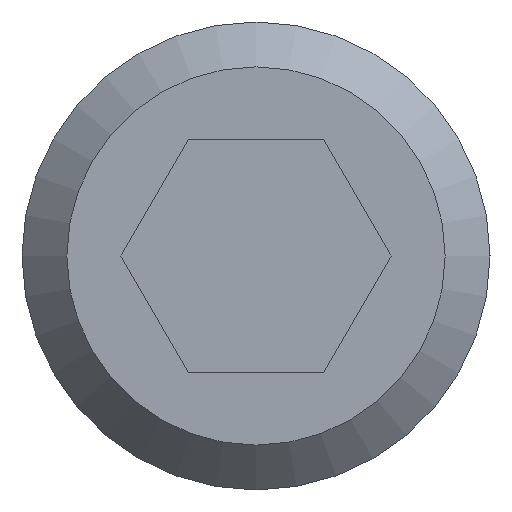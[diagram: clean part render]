
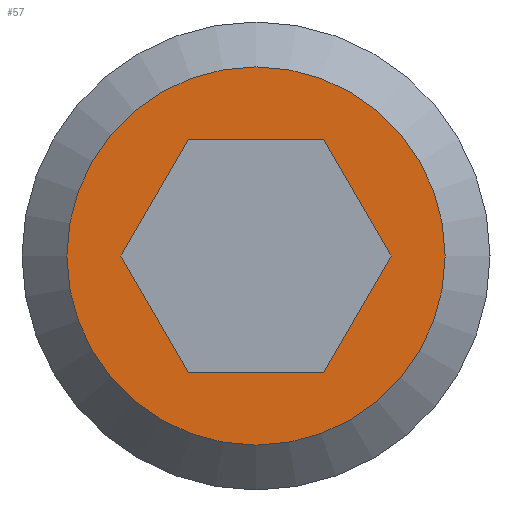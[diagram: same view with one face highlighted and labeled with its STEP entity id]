
A CAD part, left-side view. The second image highlights one B-rep face of the part: STEP entity #57.
In plain terms, the highlighted planar face has unit normal (-1, 0, 0).
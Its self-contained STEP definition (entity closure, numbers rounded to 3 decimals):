
#57 = ADVANCED_FACE( '', ( #114, #115 ), #116, .F. );
#114 = FACE_OUTER_BOUND( '', #166, .T. );
#115 = FACE_BOUND( '', #167, .T. );
#116 = PLANE( '', #168 );
#166 = EDGE_LOOP( '', ( #252 ) );
#167 = EDGE_LOOP( '', ( #253, #254, #255, #256, #257, #258 ) );
#168 = AXIS2_PLACEMENT_3D( '', #259, #260, #261 );
#252 = ORIENTED_EDGE( '', *, *, #308, .F. );
#253 = ORIENTED_EDGE( '', *, *, #290, .T. );
#254 = ORIENTED_EDGE( '', *, *, #306, .T. );
#255 = ORIENTED_EDGE( '', *, *, #277, .T. );
#256 = ORIENTED_EDGE( '', *, *, #310, .T. );
#257 = ORIENTED_EDGE( '', *, *, #282, .T. );
#258 = ORIENTED_EDGE( '', *, *, #300, .T. );
#259 = CARTESIAN_POINT( '', ( 0., 0., 0. ) );
#260 = DIRECTION( '', ( 1., 0., 0. ) );
#261 = DIRECTION( '', ( 0., 0., -1. ) );
#277 = EDGE_CURVE( '', #314, #315, #316, .T. );
#282 = EDGE_CURVE( '', #323, #324, #325, .T. );
#290 = EDGE_CURVE( '', #335, #336, #337, .T. );
#300 = EDGE_CURVE( '', #324, #335, #352, .T. );
#306 = EDGE_CURVE( '', #336, #314, #358, .T. );
#308 = EDGE_CURVE( '', #360, #360, #361, .T. );
#310 = EDGE_CURVE( '', #315, #323, #363, .T. );
#314 = VERTEX_POINT( '', #367 );
#315 = VERTEX_POINT( '', #368 );
#316 = LINE( '', #369, #370 );
#323 = VERTEX_POINT( '', #380 );
#324 = VERTEX_POINT( '', #381 );
#325 = LINE( '', #382, #383 );
#335 = VERTEX_POINT( '', #396 );
#336 = VERTEX_POINT( '', #397 );
#337 = LINE( '', #398, #399 );
#352 = LINE( '', #417, #418 );
#358 = LINE( '', #427, #428 );
#360 = VERTEX_POINT( '', #430 );
#361 = CIRCLE( '', #431, 3.233 );
#363 = LINE( '', #433, #434 );
#367 = CARTESIAN_POINT( '', ( 0., -2.309, 0. ) );
#368 = CARTESIAN_POINT( '', ( 0., -1.155, -2. ) );
#369 = CARTESIAN_POINT( '', ( 0., -2.309, 0. ) );
#370 = VECTOR( '', #437, 1000. );
#380 = CARTESIAN_POINT( '', ( 0., 1.155, -2. ) );
#381 = CARTESIAN_POINT( '', ( 0., 2.309, 0. ) );
#382 = CARTESIAN_POINT( '', ( 0., 1.155, -2. ) );
#383 = VECTOR( '', #441, 1000. );
#396 = CARTESIAN_POINT( '', ( 0., 1.155, 2. ) );
#397 = CARTESIAN_POINT( '', ( 0., -1.155, 2. ) );
#398 = CARTESIAN_POINT( '', ( 0., 1.155, 2. ) );
#399 = VECTOR( '', #448, 1000. );
#417 = CARTESIAN_POINT( '', ( 0., 2.309, 0. ) );
#418 = VECTOR( '', #461, 1000. );
#427 = CARTESIAN_POINT( '', ( 0., -1.155, 2. ) );
#428 = VECTOR( '', #465, 1000. );
#430 = CARTESIAN_POINT( '', ( 0., 0., -3.233 ) );
#431 = AXIS2_PLACEMENT_3D( '', #466, #467, #468 );
#433 = CARTESIAN_POINT( '', ( 0., -1.155, -2. ) );
#434 = VECTOR( '', #469, 1000. );
#437 = DIRECTION( '', ( 0., 0.5, -0.866 ) );
#441 = DIRECTION( '', ( 0., 0.5, 0.866 ) );
#448 = DIRECTION( '', ( 0., -1., 0. ) );
#461 = DIRECTION( '', ( 0., -0.5, 0.866 ) );
#465 = DIRECTION( '', ( 0., -0.5, -0.866 ) );
#466 = CARTESIAN_POINT( '', ( 0., 0., 0. ) );
#467 = DIRECTION( '', ( 1., 0., 0. ) );
#468 = DIRECTION( '', ( 0., 0., -1. ) );
#469 = DIRECTION( '', ( 0., 1., 0. ) );
